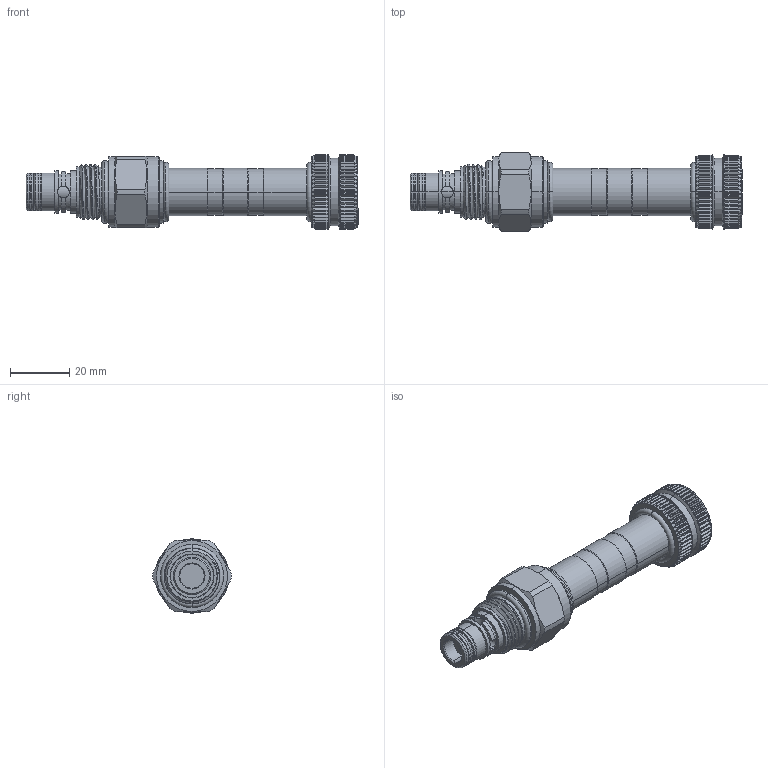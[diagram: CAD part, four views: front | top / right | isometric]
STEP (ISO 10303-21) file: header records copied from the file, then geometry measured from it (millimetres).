
FILE_DESCRIPTION (( 'STEP AP203' ), '1' );
FILE_NAME ('EP08W2C51P04.STEP', '2020-03-31T03:12:55', ( '' ), ( '' ), 'SwSTEP 2.0', 'SolidWorks 2018', '' );
FILE_SCHEMA (( 'CONFIG_CONTROL_DESIGN' ));
Products named in the file (1): EP08W2C51P04
Bounding box: 112.04 x 26.66 x 25 mm (x, y, z)
Volume: 30472.6 mm3; surface area: 10664.8 mm2
Topology: 5 solids, 5 shells, 1030 faces, 2721 edges, 1720 vertices
Faces by surface type: plane 437, cylinder 418, cone 140, torus 26, bspline 9
Entity records: 36764 total; most frequent: CARTESIAN_POINT 12064, ORIENTED_EDGE 5442, DIRECTION 4871, EDGE_CURVE 2721, AXIS2_PLACEMENT_3D 1885, VERTEX_POINT 1720, VECTOR 1101, LINE 1101
